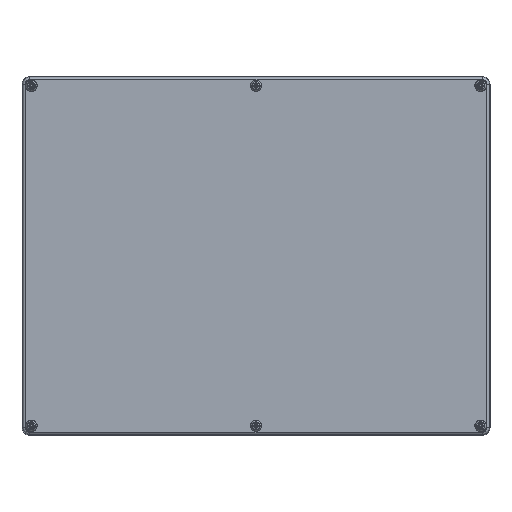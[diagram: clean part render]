
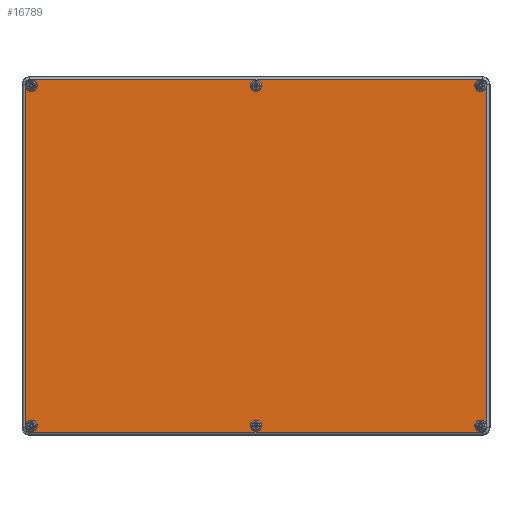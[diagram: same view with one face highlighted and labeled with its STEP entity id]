
A CAD part, top view. The second image highlights one B-rep face of the part: STEP entity #16789.
In plain terms, the highlighted face is planar.
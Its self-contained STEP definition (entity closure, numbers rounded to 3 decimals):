
#14767=CARTESIAN_POINT('',(140.3,-109.,-55.0));
#14768=VERTEX_POINT('',#14767);
#14769=CARTESIAN_POINT('',(144.,-109.,-55.0));
#14770=DIRECTION('',(0.0,0.0,1.0));
#14771=DIRECTION('',(1.0,0.0,0.0));
#14772=AXIS2_PLACEMENT_3D('',#14769,#14770,#14771);
#14773=CIRCLE('',#14772,3.7);
#14774=EDGE_CURVE('',#14768,#14768,#14773,.T.);
#14804=CARTESIAN_POINT('',(-3.7,-109.,-55.0));
#14805=VERTEX_POINT('',#14804);
#14806=CARTESIAN_POINT('',(0.,-109.,-55.0));
#14807=DIRECTION('',(0.0,0.0,1.0));
#14808=DIRECTION('',(1.0,0.0,0.0));
#14809=AXIS2_PLACEMENT_3D('',#14806,#14807,#14808);
#14810=CIRCLE('',#14809,3.7);
#14811=EDGE_CURVE('',#14805,#14805,#14810,.T.);
#14841=CARTESIAN_POINT('',(-147.7,-109.,-55.0));
#14842=VERTEX_POINT('',#14841);
#14843=CARTESIAN_POINT('',(-144.,-109.,-55.0));
#14844=DIRECTION('',(0.0,0.0,1.0));
#14845=DIRECTION('',(1.0,0.0,0.0));
#14846=AXIS2_PLACEMENT_3D('',#14843,#14844,#14845);
#14847=CIRCLE('',#14846,3.7);
#14848=EDGE_CURVE('',#14842,#14842,#14847,.T.);
#14878=CARTESIAN_POINT('',(-147.7,109.,-55.0));
#14879=VERTEX_POINT('',#14878);
#14880=CARTESIAN_POINT('',(-144.,109.,-55.0));
#14881=DIRECTION('',(0.0,0.0,1.0));
#14882=DIRECTION('',(1.0,0.0,0.0));
#14883=AXIS2_PLACEMENT_3D('',#14880,#14881,#14882);
#14884=CIRCLE('',#14883,3.7);
#14885=EDGE_CURVE('',#14879,#14879,#14884,.T.);
#14915=CARTESIAN_POINT('',(-3.7,109.,-55.0));
#14916=VERTEX_POINT('',#14915);
#14917=CARTESIAN_POINT('',(0.,109.,-55.0));
#14918=DIRECTION('',(0.0,0.0,1.0));
#14919=DIRECTION('',(1.0,0.0,0.0));
#14920=AXIS2_PLACEMENT_3D('',#14917,#14918,#14919);
#14921=CIRCLE('',#14920,3.7);
#14922=EDGE_CURVE('',#14916,#14916,#14921,.T.);
#14952=CARTESIAN_POINT('',(140.3,109.,-55.0));
#14953=VERTEX_POINT('',#14952);
#14954=CARTESIAN_POINT('',(144.0,109.,-55.0));
#14955=DIRECTION('',(0.0,0.0,1.0));
#14956=DIRECTION('',(1.0,0.0,0.0));
#14957=AXIS2_PLACEMENT_3D('',#14954,#14955,#14956);
#14958=CIRCLE('',#14957,3.7);
#14959=EDGE_CURVE('',#14953,#14953,#14958,.T.);
#16426=CARTESIAN_POINT('',(-145.0,113.033,-55.0));
#16427=VERTEX_POINT('',#16426);
#16435=CARTESIAN_POINT('',(-148.033,110.,-55.0));
#16436=VERTEX_POINT('',#16435);
#16437=CARTESIAN_POINT('',(-145.0,110.,-55.0));
#16438=DIRECTION('',(0.0,0.0,1.0));
#16439=DIRECTION('',(-0.707,0.707,0.0));
#16440=AXIS2_PLACEMENT_3D('',#16437,#16438,#16439);
#16441=CIRCLE('',#16440,3.033);
#16442=EDGE_CURVE('',#16427,#16436,#16441,.T.);
#16468=CARTESIAN_POINT('',(-148.033,-110.,-55.0));
#16469=VERTEX_POINT('',#16468);
#16486=CARTESIAN_POINT('',(-148.033,110.,-55.0));
#16487=DIRECTION('',(0.0,-1.0,0.0));
#16488=VECTOR('',#16487,220.);
#16489=LINE('',#16486,#16488);
#16490=EDGE_CURVE('',#16436,#16469,#16489,.T.);
#16500=CARTESIAN_POINT('',(-145.0,-113.033,-55.0));
#16501=VERTEX_POINT('',#16500);
#16519=CARTESIAN_POINT('',(-145.0,-110.,-55.0));
#16520=DIRECTION('',(0.0,0.0,1.0));
#16521=DIRECTION('',(-0.707,-0.707,0.0));
#16522=AXIS2_PLACEMENT_3D('',#16519,#16520,#16521);
#16523=CIRCLE('',#16522,3.033);
#16524=EDGE_CURVE('',#16469,#16501,#16523,.T.);
#16534=CARTESIAN_POINT('',(145.0,-113.033,-55.0));
#16535=VERTEX_POINT('',#16534);
#16552=CARTESIAN_POINT('',(-145.0,-113.033,-55.0));
#16553=DIRECTION('',(1.0,0.0,0.0));
#16554=VECTOR('',#16553,290.0);
#16555=LINE('',#16552,#16554);
#16556=EDGE_CURVE('',#16501,#16535,#16555,.T.);
#16566=CARTESIAN_POINT('',(148.033,-110.,-55.0));
#16567=VERTEX_POINT('',#16566);
#16585=CARTESIAN_POINT('',(145.0,-110.,-55.0));
#16586=DIRECTION('',(0.0,0.0,1.0));
#16587=DIRECTION('',(0.707,-0.707,0.0));
#16588=AXIS2_PLACEMENT_3D('',#16585,#16586,#16587);
#16589=CIRCLE('',#16588,3.033);
#16590=EDGE_CURVE('',#16535,#16567,#16589,.T.);
#16600=CARTESIAN_POINT('',(148.033,110.,-55.0));
#16601=VERTEX_POINT('',#16600);
#16618=CARTESIAN_POINT('',(148.033,-110.,-55.0));
#16619=DIRECTION('',(0.0,1.0,0.0));
#16620=VECTOR('',#16619,220.);
#16621=LINE('',#16618,#16620);
#16622=EDGE_CURVE('',#16567,#16601,#16621,.T.);
#16632=CARTESIAN_POINT('',(145.0,113.033,-55.0));
#16633=VERTEX_POINT('',#16632);
#16651=CARTESIAN_POINT('',(145.0,110.,-55.0));
#16652=DIRECTION('',(0.0,0.0,1.0));
#16653=DIRECTION('',(0.707,0.707,0.0));
#16654=AXIS2_PLACEMENT_3D('',#16651,#16652,#16653);
#16655=CIRCLE('',#16654,3.033);
#16656=EDGE_CURVE('',#16601,#16633,#16655,.T.);
#16674=CARTESIAN_POINT('',(145.0,113.033,-55.0));
#16675=DIRECTION('',(-1.0,0.0,0.0));
#16676=VECTOR('',#16675,290.0);
#16677=LINE('',#16674,#16676);
#16678=EDGE_CURVE('',#16633,#16427,#16677,.T.);
#16756=CARTESIAN_POINT('',(0.,0.,-55.0));
#16757=DIRECTION('',(0.0,0.0,1.0));
#16758=DIRECTION('',(1.0,0.0,0.0));
#16759=AXIS2_PLACEMENT_3D('',#16756,#16757,#16758);
#16760=PLANE('',#16759);
#16761=ORIENTED_EDGE('',*,*,#16442,.F.);
#16762=ORIENTED_EDGE('',*,*,#16678,.F.);
#16763=ORIENTED_EDGE('',*,*,#16656,.F.);
#16764=ORIENTED_EDGE('',*,*,#16622,.F.);
#16765=ORIENTED_EDGE('',*,*,#16590,.F.);
#16766=ORIENTED_EDGE('',*,*,#16556,.F.);
#16767=ORIENTED_EDGE('',*,*,#16524,.F.);
#16768=ORIENTED_EDGE('',*,*,#16490,.F.);
#16769=EDGE_LOOP('',(#16761,#16762,#16763,#16764,#16765,#16766,#16767,#16768));
#16770=FACE_OUTER_BOUND('',#16769,.T.);
#16771=ORIENTED_EDGE('',*,*,#14774,.T.);
#16772=EDGE_LOOP('',(#16771));
#16773=FACE_BOUND('',#16772,.T.);
#16774=ORIENTED_EDGE('',*,*,#14811,.T.);
#16775=EDGE_LOOP('',(#16774));
#16776=FACE_BOUND('',#16775,.T.);
#16777=ORIENTED_EDGE('',*,*,#14848,.T.);
#16778=EDGE_LOOP('',(#16777));
#16779=FACE_BOUND('',#16778,.T.);
#16780=ORIENTED_EDGE('',*,*,#14885,.T.);
#16781=EDGE_LOOP('',(#16780));
#16782=FACE_BOUND('',#16781,.T.);
#16783=ORIENTED_EDGE('',*,*,#14922,.T.);
#16784=EDGE_LOOP('',(#16783));
#16785=FACE_BOUND('',#16784,.T.);
#16786=ORIENTED_EDGE('',*,*,#14959,.T.);
#16787=EDGE_LOOP('',(#16786));
#16788=FACE_BOUND('',#16787,.T.);
#16789=ADVANCED_FACE('',(#16770,#16773,#16776,#16779,#16782,#16785,#16788),#16760,.F.);
